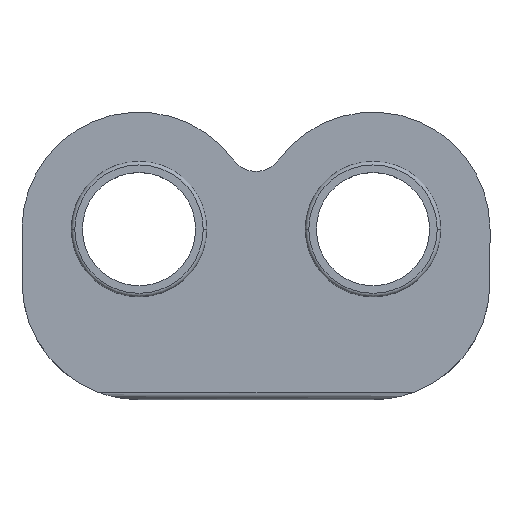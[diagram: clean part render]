
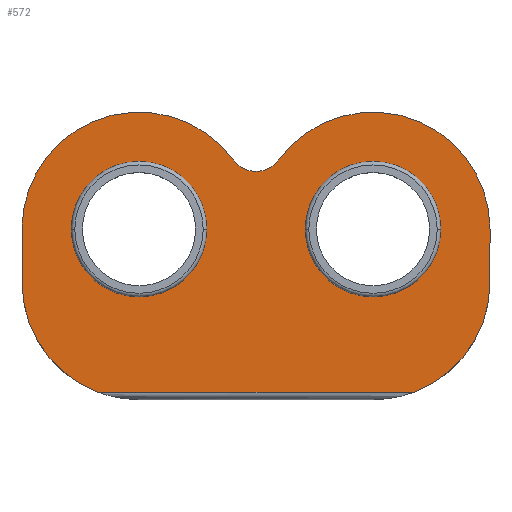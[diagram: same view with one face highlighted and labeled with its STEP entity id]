
A CAD part, top view. The second image highlights one B-rep face of the part: STEP entity #572.
In plain terms, the highlighted planar face has unit normal (0, 0, 1).
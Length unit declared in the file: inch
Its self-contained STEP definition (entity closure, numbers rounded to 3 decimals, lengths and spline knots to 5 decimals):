
#1 = ORIENTED_EDGE ( 'NONE', *, *, #438, .F. ) ;
#4 = ORIENTED_EDGE ( 'NONE', *, *, #436, .F. ) ;
#9 = ORIENTED_EDGE ( 'NONE', *, *, #430, .F. ) ;
#14 = ORIENTED_EDGE ( 'NONE', *, *, #473, .T. ) ;
#51 = ORIENTED_EDGE ( 'NONE', *, *, #460, .T. ) ;
#60 = ORIENTED_EDGE ( 'NONE', *, *, #469, .T. ) ;
#82 = VERTEX_POINT ( 'NONE', #107 ) ;
#86 = VERTEX_POINT ( 'NONE', #119 ) ;
#91 = VERTEX_POINT ( 'NONE', #104 ) ;
#94 = VERTEX_POINT ( 'NONE', #103 ) ;
#96 = VERTEX_POINT ( 'NONE', #115 ) ;
#103 = CARTESIAN_POINT ( 'NONE',  ( -0.6647, 0.03125, 0.1 ) ) ;
#104 = CARTESIAN_POINT ( 'NONE',  ( -0.98425, 0.49213, 0.1 ) ) ;
#107 = CARTESIAN_POINT ( 'NONE',  ( -0.20713, 0.71678, 0.1 ) ) ;
#112 = VERTEX_POINT ( 'NONE', #128 ) ;
#115 = CARTESIAN_POINT ( 'NONE',  ( -0.77713, 0.71678, 0.1 ) ) ;
#119 = CARTESIAN_POINT ( 'NONE',  ( -0.09525, 1.00778, 0.1 ) ) ;
#123 = VERTEX_POINT ( 'NONE', #144 ) ;
#124 = VERTEX_POINT ( 'NONE', #130 ) ;
#128 = CARTESIAN_POINT ( 'NONE',  ( -0.98425, 0.71678, 0.1 ) ) ;
#130 = CARTESIAN_POINT ( 'NONE',  ( 0.6647, 0.03125, 0.1 ) ) ;
#144 = CARTESIAN_POINT ( 'NONE',  ( 0.98425, 0.71678, 0.1 ) ) ;
#145 = DIRECTION ( 'NONE',  ( 0., 0., 1. ) ) ;
#148 = CARTESIAN_POINT ( 'NONE',  ( 0.49213, 0.71678, 0.1 ) ) ;
#151 = DIRECTION ( 'NONE',  ( 1., 0., 0. ) ) ;
#154 = DIRECTION ( 'NONE',  ( 0., 0., 1. ) ) ;
#156 = DIRECTION ( 'NONE',  ( 1., 0., 0. ) ) ;
#157 = CARTESIAN_POINT ( 'NONE',  ( 0.49213, 0.71678, 0.1 ) ) ;
#159 = CARTESIAN_POINT ( 'NONE',  ( 0., 1.07761, 0.1 ) ) ;
#164 = DIRECTION ( 'NONE',  ( 0., 0., -1. ) ) ;
#165 = DIRECTION ( 'NONE',  ( -1., 0., 0. ) ) ;
#167 = DIRECTION ( 'NONE',  ( 1., 0., 0. ) ) ;
#168 = DIRECTION ( 'NONE',  ( 0., 0., 1. ) ) ;
#170 = CARTESIAN_POINT ( 'NONE',  ( -0.49213, 0.71678, 0.1 ) ) ;
#171 = CARTESIAN_POINT ( 'NONE',  ( -0.49213, 0.49213, 0.1 ) ) ;
#172 = DIRECTION ( 'NONE',  ( 0., 0., 1. ) ) ;
#173 = DIRECTION ( 'NONE',  ( -1., 0., 0. ) ) ;
#208 = CARTESIAN_POINT ( 'NONE',  ( 0.98425, 0.71678, 0.1 ) ) ;
#227 = DIRECTION ( 'NONE',  ( 0., 1., 0. ) ) ;
#233 = DIRECTION ( 'NONE',  ( 0., 0., 1. ) ) ;
#234 = CARTESIAN_POINT ( 'NONE',  ( 0.49213, 0.71678, 0.1 ) ) ;
#236 = DIRECTION ( 'NONE',  ( 0., 0., 1. ) ) ;
#237 = DIRECTION ( 'NONE',  ( 0., -1., 0. ) ) ;
#238 = CARTESIAN_POINT ( 'NONE',  ( 0.49213, 0.03125, 0.1 ) ) ;
#239 = CARTESIAN_POINT ( 'NONE',  ( -0.49213, 0.71678, 0.1 ) ) ;
#240 = CARTESIAN_POINT ( 'NONE',  ( -0.98425, 0.71678, 0.1 ) ) ;
#244 = DIRECTION ( 'NONE',  ( -1., 0., 0. ) ) ;
#254 = DIRECTION ( 'NONE',  ( 1., 0., 0. ) ) ;
#258 = DIRECTION ( 'NONE',  ( 1., 0., 0. ) ) ;
#263 = CARTESIAN_POINT ( 'NONE',  ( 0.49213, 0.49213, 0.1 ) ) ;
#267 = DIRECTION ( 'NONE',  ( 0., 0., 1. ) ) ;
#272 = CARTESIAN_POINT ( 'NONE',  ( -0.49213, 0.71678, 0.1 ) ) ;
#291 = DIRECTION ( 'NONE',  ( 0., 0., 1. ) ) ;
#292 = DIRECTION ( 'NONE',  ( 1., 0., 0. ) ) ;
#295 = DIRECTION ( 'NONE',  ( 1., 0., 0. ) ) ;
#348 = PLANE ( 'NONE',  #546 ) ;
#349 = CARTESIAN_POINT ( 'NONE',  ( -0.49213, 0.71678, 0.1 ) ) ;
#359 = DIRECTION ( 'NONE',  ( 1., 0., 0. ) ) ;
#365 = DIRECTION ( 'NONE',  ( 0., 0., 1. ) ) ;
#382 = CARTESIAN_POINT ( 'NONE',  ( 0.20713, 0.71678, 0.1 ) ) ;
#387 = CARTESIAN_POINT ( 'NONE',  ( 0.98425, 0.49213, 0.1 ) ) ;
#389 = CARTESIAN_POINT ( 'NONE',  ( 0.77713, 0.71678, 0.1 ) ) ;
#405 = CARTESIAN_POINT ( 'NONE',  ( 0.09525, 1.00778, 0.1 ) ) ;
#430 = EDGE_CURVE ( 'NONE', #592, #586, #812, .T. ) ;
#436 = EDGE_CURVE ( 'NONE', #96, #82, #794, .T. ) ;
#438 = EDGE_CURVE ( 'NONE', #586, #592, #804, .T. ) ;
#439 = EDGE_CURVE ( 'NONE', #585, #86, #807, .T. ) ;
#441 = EDGE_CURVE ( 'NONE', #91, #94, #805, .T. ) ;
#456 = EDGE_CURVE ( 'NONE', #583, #123, #609, .T. ) ;
#460 = EDGE_CURVE ( 'NONE', #124, #583, #611, .T. ) ;
#469 = EDGE_CURVE ( 'NONE', #86, #112, #606, .T. ) ;
#471 = EDGE_CURVE ( 'NONE', #82, #96, #633, .T. ) ;
#473 = EDGE_CURVE ( 'NONE', #112, #91, #613, .T. ) ;
#475 = EDGE_CURVE ( 'NONE', #123, #585, #616, .T. ) ;
#478 = EDGE_CURVE ( 'NONE', #94, #124, #632, .T. ) ;
#486 = AXIS2_PLACEMENT_3D ( 'NONE', #170, #154, #156 ) ;
#492 = AXIS2_PLACEMENT_3D ( 'NONE', #148, #145, #151 ) ;
#495 = AXIS2_PLACEMENT_3D ( 'NONE', #239, #236, #258 ) ;
#497 = AXIS2_PLACEMENT_3D ( 'NONE', #234, #291, #292 ) ;
#516 = AXIS2_PLACEMENT_3D ( 'NONE', #263, #233, #244 ) ;
#517 = AXIS2_PLACEMENT_3D ( 'NONE', #157, #172, #167 ) ;
#526 = AXIS2_PLACEMENT_3D ( 'NONE', #159, #164, #165 ) ;
#529 = AXIS2_PLACEMENT_3D ( 'NONE', #272, #267, #254 ) ;
#532 = AXIS2_PLACEMENT_3D ( 'NONE', #171, #168, #173 ) ;
#546 = AXIS2_PLACEMENT_3D ( 'NONE', #349, #365, #359 ) ;
#572 = ADVANCED_FACE ( 'NONE', ( #660, #684, #666 ), #348, .T. ) ;
#583 = VERTEX_POINT ( 'NONE', #387 ) ;
#585 = VERTEX_POINT ( 'NONE', #405 ) ;
#586 = VERTEX_POINT ( 'NONE', #389 ) ;
#592 = VERTEX_POINT ( 'NONE', #382 ) ;
#606 = CIRCLE ( 'NONE', #529, 0.49213 ) ;
#609 = LINE ( 'NONE', #208, #642 ) ;
#611 = CIRCLE ( 'NONE', #516, 0.49213 ) ;
#613 = LINE ( 'NONE', #240, #638 ) ;
#616 = CIRCLE ( 'NONE', #497, 0.49213 ) ;
#629 = VECTOR ( 'NONE', #295, 39.37008 ) ;
#632 = LINE ( 'NONE', #238, #629 ) ;
#633 = CIRCLE ( 'NONE', #495, 0.285 ) ;
#638 = VECTOR ( 'NONE', #237, 39.37008 ) ;
#642 = VECTOR ( 'NONE', #227, 39.37008 ) ;
#660 = FACE_BOUND ( 'NONE', #717, .T. ) ;
#666 = FACE_BOUND ( 'NONE', #775, .T. ) ;
#684 = FACE_OUTER_BOUND ( 'NONE', #784, .T. ) ;
#711 = ORIENTED_EDGE ( 'NONE', *, *, #456, .T. ) ;
#717 = EDGE_LOOP ( 'NONE', ( #4, #729 ) ) ;
#722 = ORIENTED_EDGE ( 'NONE', *, *, #478, .T. ) ;
#728 = ORIENTED_EDGE ( 'NONE', *, *, #441, .T. ) ;
#729 = ORIENTED_EDGE ( 'NONE', *, *, #471, .F. ) ;
#730 = ORIENTED_EDGE ( 'NONE', *, *, #439, .T. ) ;
#731 = ORIENTED_EDGE ( 'NONE', *, *, #475, .T. ) ;
#775 = EDGE_LOOP ( 'NONE', ( #9, #1 ) ) ;
#784 = EDGE_LOOP ( 'NONE', ( #728, #722, #51, #711, #731, #730, #60, #14 ) ) ;
#794 = CIRCLE ( 'NONE', #486, 0.285 ) ;
#804 = CIRCLE ( 'NONE', #517, 0.285 ) ;
#805 = CIRCLE ( 'NONE', #532, 0.49213 ) ;
#807 = CIRCLE ( 'NONE', #526, 0.11811 ) ;
#812 = CIRCLE ( 'NONE', #492, 0.285 ) ;
